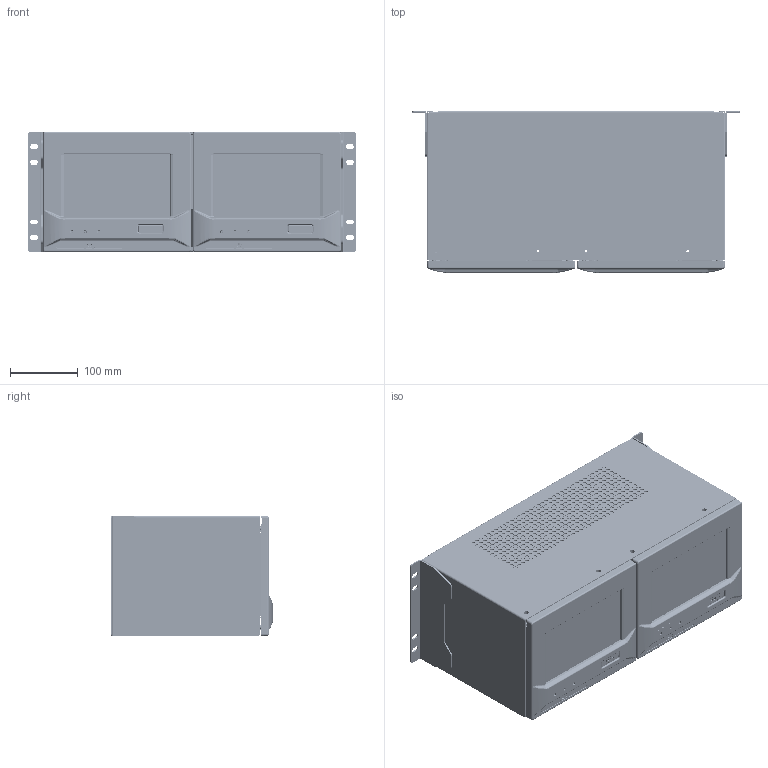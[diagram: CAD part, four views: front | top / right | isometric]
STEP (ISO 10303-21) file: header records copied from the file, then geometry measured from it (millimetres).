
FILE_DESCRIPTION(/* description */ ('Unknown'),/* implementation_level */ '2;1');
FILE_NAME(/* name */ 'Master_Station-DUAL-AC-CLOSED-1',/* time_stamp */ '2019-05-09T14:42:49+01:00',/* author */ ('Unknown'),/* organization */ ('Unknown'),/* preprocessor_version */ 'ST-DEVELOPER v16.7',/* originating_system */ 'DEX',/* authorisation */ $);
FILE_SCHEMA (('AUTOMOTIVE_DESIGN {1 0 10303 214 3 1 1}'));
Products named in the file (1): Master_Station-DUAL-AC-CLOSED-1
Bounding box: 482 x 238.16 x 177.1 mm (x, y, z)
Volume: 11770701.8 mm3; surface area: 1270744.5 mm2
Topology: 3 solids, 47 shells, 12699 faces, 35226 edges, 23912 vertices
Faces by surface type: plane 5654, cylinder 3059, bspline 2200, torus 850, cone 718, sphere 218
Full cylindrical faces by diameter (mm): 2.459 x100, 3.242 x24, 3.3 x4, 3.5 x8, 4.2 x4, 4.8 x8, 5.7 x14, 6 x630, 6.3 x2, 6.65 x4, 7 x6, 7.1 x4, 7.2 x4, 7.8 x4, 8 x4, 8.2 x8, 10 x6
Entity records: 570790 total; most frequent: CARTESIAN_POINT 184538, ORIENTED_EDGE 65626, DIRECTION 52356, EDGE_CURVE 32813, VERTEX_POINT 23103, AXIS2_PLACEMENT_3D 19329, FACE_BOUND 16812, EDGE_LOOP 16786
